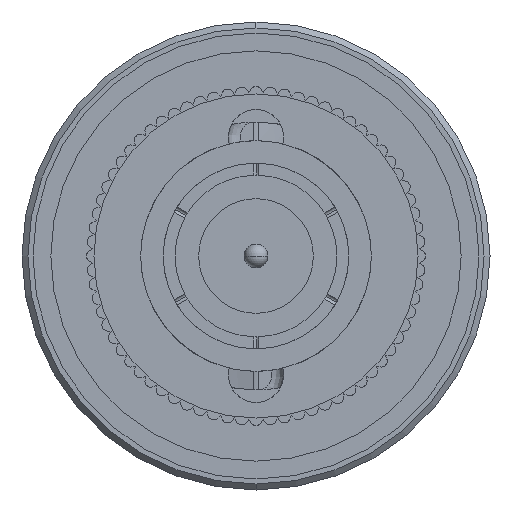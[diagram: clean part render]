
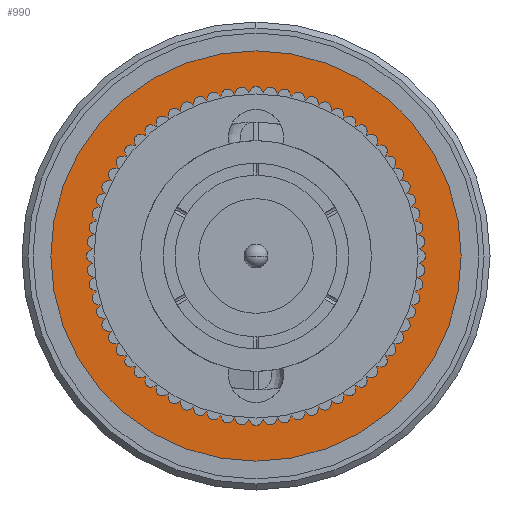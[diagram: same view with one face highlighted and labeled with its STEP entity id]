
A CAD part, left-side view. The second image highlights one B-rep face of the part: STEP entity #990.
In plain terms, the highlighted planar face has unit normal (-1, 0, 0).
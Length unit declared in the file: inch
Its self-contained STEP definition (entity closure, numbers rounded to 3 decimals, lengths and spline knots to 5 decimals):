
#595 = EDGE_CURVE ( 'NONE', #744, #665, #5601, .T. ) ;
#652 = VERTEX_POINT ( 'NONE', #5978 ) ;
#654 = EDGE_CURVE ( 'NONE', #652, #655, #5977, .T. ) ;
#655 = VERTEX_POINT ( 'NONE', #6000 ) ;
#665 = VERTEX_POINT ( 'NONE', #5948 ) ;
#744 = VERTEX_POINT ( 'NONE', #6175 ) ;
#990 = ADVANCED_FACE ( 'NONE', ( #6684, #6683 ), #6677, .F. ) ;
#991 = EDGE_LOOP ( 'NONE', ( #992, #994 ) ) ;
#992 = ORIENTED_EDGE ( 'NONE', *, *, #993, .F. ) ;
#993 = EDGE_CURVE ( 'NONE', #655, #652, #6681, .T. ) ;
#994 = ORIENTED_EDGE ( 'NONE', *, *, #654, .F. ) ;
#995 = EDGE_LOOP ( 'NONE', ( #996, #998 ) ) ;
#996 = ORIENTED_EDGE ( 'NONE', *, *, #997, .F. ) ;
#997 = EDGE_CURVE ( 'NONE', #665, #744, #6747, .T. ) ;
#998 = ORIENTED_EDGE ( 'NONE', *, *, #595, .F. ) ;
#5597 = DIRECTION ( 'NONE',  ( 0., 0., -1. ) ) ;
#5598 = DIRECTION ( 'NONE',  ( -1., 0., 0. ) ) ;
#5599 = CARTESIAN_POINT ( 'NONE',  ( -0.045, 0., 0. ) ) ;
#5600 = AXIS2_PLACEMENT_3D ( 'NONE', #5599, #5598, #5597 ) ;
#5601 = CIRCLE ( 'NONE', #5600, 0.1849 ) ;
#5948 = CARTESIAN_POINT ( 'NONE',  ( -0.045, 0., -0.1849 ) ) ;
#5977 = CIRCLE ( 'NONE', #6004, 0.345 ) ;
#5978 = CARTESIAN_POINT ( 'NONE',  ( -0.045, 0., -0.345 ) ) ;
#6000 = CARTESIAN_POINT ( 'NONE',  ( -0.045, 0., 0.345 ) ) ;
#6001 = DIRECTION ( 'NONE',  ( 0., 0., -1. ) ) ;
#6002 = DIRECTION ( 'NONE',  ( 1., 0., 0. ) ) ;
#6003 = CARTESIAN_POINT ( 'NONE',  ( -0.045, 0., 0. ) ) ;
#6004 = AXIS2_PLACEMENT_3D ( 'NONE', #6003, #6002, #6001 ) ;
#6175 = CARTESIAN_POINT ( 'NONE',  ( -0.045, 0., 0.1849 ) ) ;
#6673 = DIRECTION ( 'NONE',  ( 0., 0., -1. ) ) ;
#6674 = DIRECTION ( 'NONE',  ( 1., 0., 0. ) ) ;
#6675 = CARTESIAN_POINT ( 'NONE',  ( -0.045, 0., 0. ) ) ;
#6676 = AXIS2_PLACEMENT_3D ( 'NONE', #6675, #6674, #6673 ) ;
#6677 = PLANE ( 'NONE',  #6676 ) ;
#6678 = DIRECTION ( 'NONE',  ( 0., 0., -1. ) ) ;
#6679 = DIRECTION ( 'NONE',  ( 1., 0., 0. ) ) ;
#6680 = AXIS2_PLACEMENT_3D ( 'NONE', #6682, #6679, #6678 ) ;
#6681 = CIRCLE ( 'NONE', #6680, 0.345 ) ;
#6682 = CARTESIAN_POINT ( 'NONE',  ( -0.045, 0., 0. ) ) ;
#6683 = FACE_BOUND ( 'NONE', #995, .T. ) ;
#6684 = FACE_OUTER_BOUND ( 'NONE', #991, .T. ) ;
#6743 = DIRECTION ( 'NONE',  ( 0., 0., -1. ) ) ;
#6744 = DIRECTION ( 'NONE',  ( -1., 0., 0. ) ) ;
#6745 = CARTESIAN_POINT ( 'NONE',  ( -0.045, 0., 0. ) ) ;
#6746 = AXIS2_PLACEMENT_3D ( 'NONE', #6745, #6744, #6743 ) ;
#6747 = CIRCLE ( 'NONE', #6746, 0.1849 ) ;
